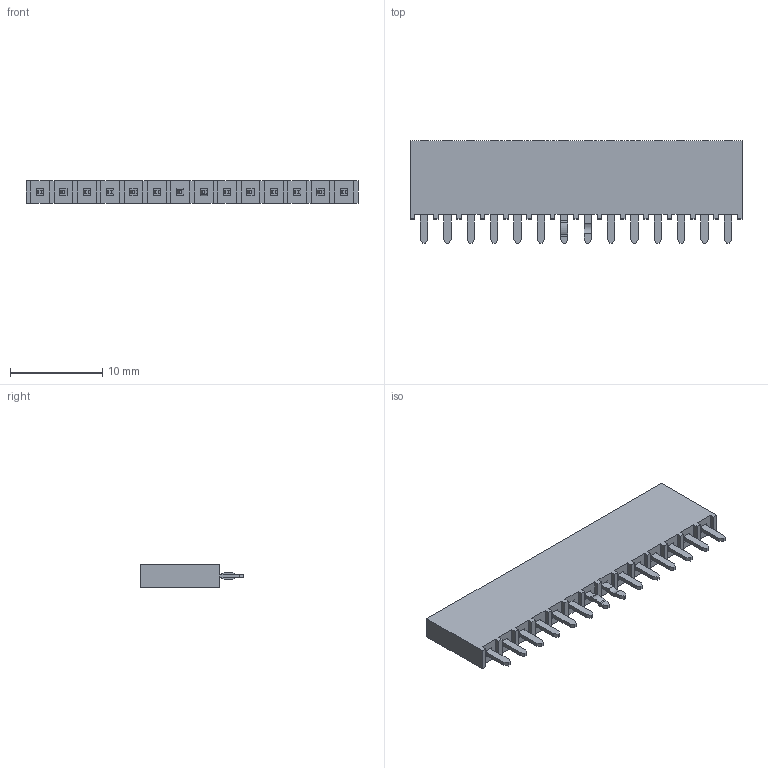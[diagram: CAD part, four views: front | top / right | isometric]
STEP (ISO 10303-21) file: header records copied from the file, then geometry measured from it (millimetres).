
FILE_DESCRIPTION(/* description */ ('STEP AP214'),/* implementation_level */ '2;1');
FILE_NAME(/* name */ 'SSW-114-01-G-S-LL',/* time_stamp */ '2025-10-03T19:47:43+02:00',/* author */ ('License CC BY-ND 4.0'),/* organization */ ('CADENAS'),/* preprocessor_version */ 'ST-DEVELOPER v19.3',/* originating_system */ 'PARTsolutions',/* authorisation */ ' ');
FILE_SCHEMA (('AUTOMOTIVE_DESIGN {1 0 10303 214 3 1 1}'));
Length unit declared in the file: inch
Products named in the file (3): SSW-114-01-G-S-LL; T1SSW-114-01-G-S-LL; P2SSW-114-01-G-S-LL
Assembly tree (2 placements, depth 2):
  SSW-114-01-G-S-LL
    T1SSW-114-01-G-S-LL
    P2SSW-114-01-G-S-LL
Bounding box: 36.07 x 11.15 x 2.41 mm (x, y, z)
Volume: 656.8 mm3; surface area: 1375.1 mm2
Topology: 2 solids, 2 shells, 234 faces, 648 edges, 432 vertices
Faces by surface type: plane 226, cylinder 8
Entity records: 7462 total; most frequent: CARTESIAN_POINT 1317, ORIENTED_EDGE 1296, DIRECTION 1138, EDGE_CURVE 648, LINE 632, VECTOR 632, VERTEX_POINT 432, EDGE_LOOP 276
